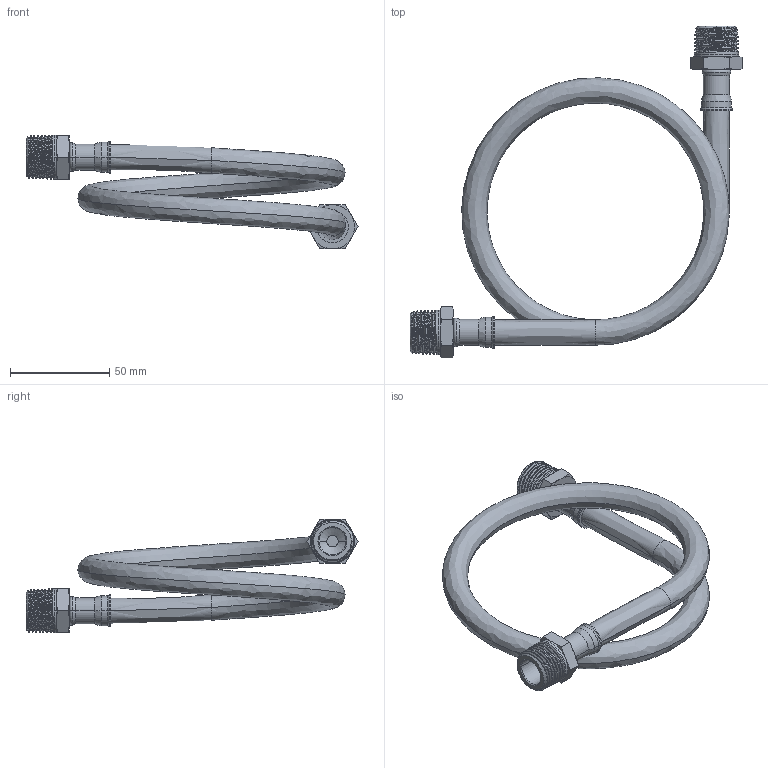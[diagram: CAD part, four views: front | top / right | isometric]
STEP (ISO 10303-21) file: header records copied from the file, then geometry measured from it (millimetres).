
FILE_DESCRIPTION((''),'2;1');
FILE_NAME('290_SW0001','2010-11-19T',('project'),(''),'PRO/ENGINEER BY PARAMETRIC TECHNOLOGY CORPORATION, 2009300','PRO/ENGINEER BY PARAMETRIC TECHNOLOGY CORPORATION, 2009300','');
FILE_SCHEMA(('CONFIG_CONTROL_DESIGN'));
Length unit declared in the file: inch
Products named in the file (1): 290_SW0001
Bounding box: 167.24 x 167.24 x 57.39 mm (x, y, z)
Surface area: 32617.7 mm2 (no closed solid volume)
Topology: 0 solids, 1 shells, 142 faces, 330 edges, 196 vertices
Faces by surface type: cone 66, cylinder 24, bspline 22, plane 22, torus 8
Entity records: 8192 total; most frequent: CARTESIAN_POINT 5202, ORIENTED_EDGE 660, DIRECTION 536, EDGE_CURVE 330, AXIS2_PLACEMENT_3D 222, VERTEX_POINT 196, EDGE_LOOP 148, FACE_OUTER_BOUND 142
